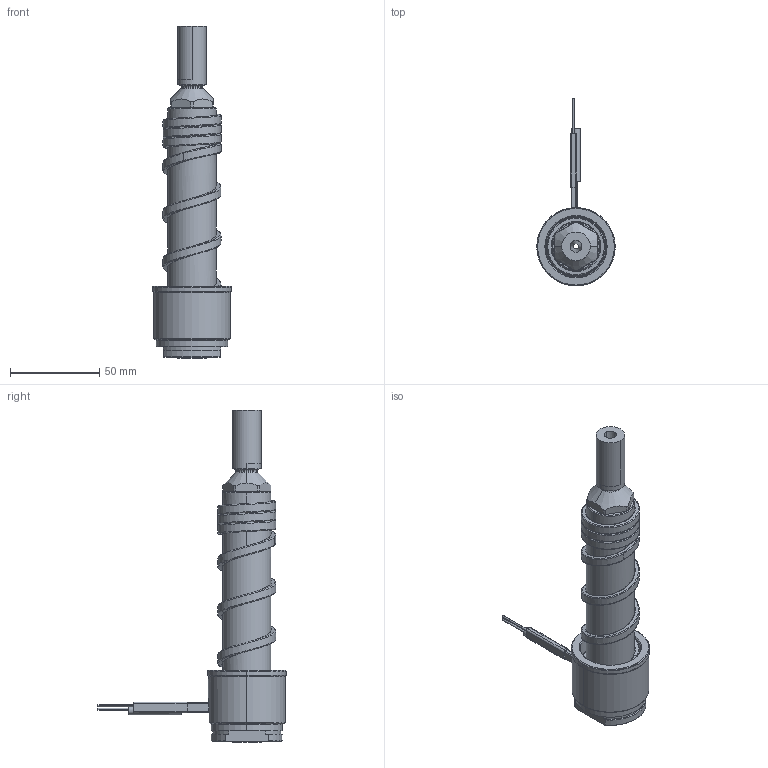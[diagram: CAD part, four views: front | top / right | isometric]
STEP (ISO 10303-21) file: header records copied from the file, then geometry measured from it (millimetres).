
FILE_DESCRIPTION((''),'2;1');
FILE_NAME('EL-156-APO-H','2014-02-17T',('Íàòàëüÿ'),('IMID'),'PRO/ENGINEER BY PARAMETRIC TECHNOLOGY CORPORATION, 2010480','PRO/ENGINEER BY PARAMETRIC TECHNOLOGY CORPORATION, 2010480','');
FILE_SCHEMA(('CONFIG_CONTROL_DESIGN'));
Length unit declared in the file: millimetre
Products named in the file (1): EL-156-APO-H
Bounding box: 44 x 105.5 x 186.3 mm (x, y, z)
Volume: 114630.3 mm3; surface area: 42289 mm2
Topology: 1 solids, 8 shells, 299 faces, 756 edges, 452 vertices
Faces by surface type: cylinder 99, bspline 54, cone 52, plane 49, torus 26, revolution 9, extrusion 8, sphere 2
Entity records: 16878 total; most frequent: CARTESIAN_POINT 10028, ORIENTED_EDGE 1472, DIRECTION 1327, EDGE_CURVE 748, AXIS2_PLACEMENT_3D 524, VERTEX_POINT 452, EDGE_LOOP 320, FACE_OUTER_BOUND 299
